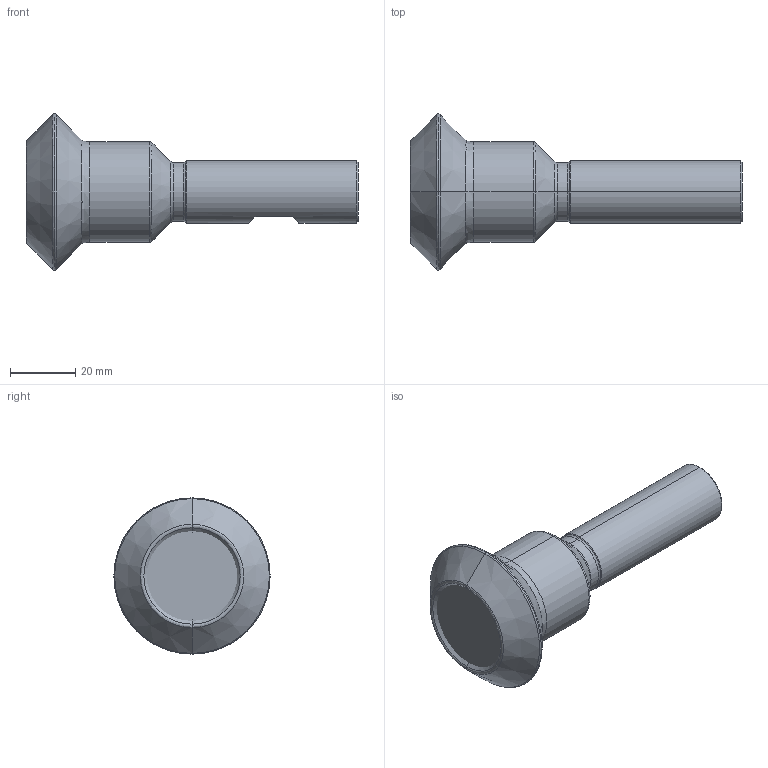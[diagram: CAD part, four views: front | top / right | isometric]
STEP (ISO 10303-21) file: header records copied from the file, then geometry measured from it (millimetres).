
FILE_DESCRIPTION (( 'STEP AP203' ), '1' );
FILE_NAME ('01-0765.STEP', '2024-02-06T18:46:16', ( '' ), ( '' ), 'SwSTEP 2.0', 'SolidWorks 2022', '' );
FILE_SCHEMA (( 'CONFIG_CONTROL_DESIGN' ));
Length unit declared in the file: inch
Products named in the file (3): luol24FC03ACirf7_2; luol24FC03ACirf7; 01-0765
Assembly tree (2 placements, depth 2):
  01-0765
    luol24FC03ACirf7_2
    luol24FC03ACirf7
Bounding box: 101.83 x 47.93 x 47.93 mm (x, y, z)
Volume: 69295.5 mm3; surface area: 14603.4 mm2
Topology: 2 solids, 2 shells, 59 faces, 123 edges, 65 vertices
Faces by surface type: bspline 24, cone 22, cylinder 8, plane 5
Entity records: 2118 total; most frequent: CARTESIAN_POINT 628, DIRECTION 275, ORIENTED_EDGE 242, EDGE_CURVE 121, AXIS2_PLACEMENT_3D 120, CIRCLE 80, VERTEX_POINT 65, EDGE_LOOP 60
